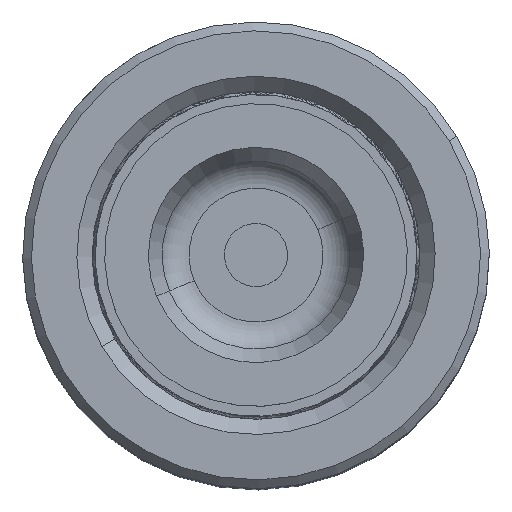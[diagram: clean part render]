
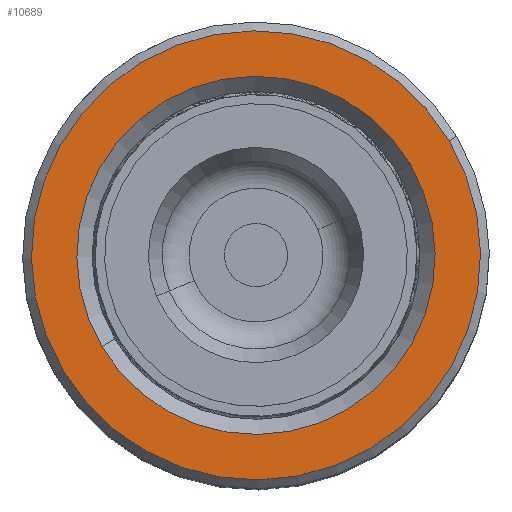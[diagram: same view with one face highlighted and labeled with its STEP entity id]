
A CAD part, top view. The second image highlights one B-rep face of the part: STEP entity #10689.
In plain terms, the highlighted planar face has unit normal (0, 0, 1).
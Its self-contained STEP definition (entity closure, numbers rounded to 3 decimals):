
#1331 = EDGE_LOOP ( 'NONE', ( #17085, #10826 ) ) ;
#1801 = CARTESIAN_POINT ( 'NONE',  ( 17.8, 0., 60. ) ) ;
#2195 = CARTESIAN_POINT ( 'NONE',  ( 0., 0., 60. ) ) ;
#3305 = CARTESIAN_POINT ( 'NONE',  ( 0., 0., 60. ) ) ;
#3609 = CIRCLE ( 'NONE', #33811, 14.2 ) ;
#3815 = VERTEX_POINT ( 'NONE', #18355 ) ;
#4433 = EDGE_CURVE ( 'NONE', #12882, #17017, #32286, .T. ) ;
#4921 = CARTESIAN_POINT ( 'NONE',  ( -14.2, 0., 60. ) ) ;
#5491 = FACE_BOUND ( 'NONE', #14449, .T. ) ;
#5708 = EDGE_CURVE ( 'NONE', #38200, #3815, #8580, .T. ) ;
#8580 = CIRCLE ( 'NONE', #11406, 14.2 ) ;
#9937 = DIRECTION ( 'NONE',  ( 0., 0., 1. ) ) ;
#10689 = ADVANCED_FACE ( 'NONE', ( #38827, #5491 ), #15648, .T. ) ;
#10826 = ORIENTED_EDGE ( 'NONE', *, *, #4433, .T. ) ;
#11290 = DIRECTION ( 'NONE',  ( 1., 0., 0. ) ) ;
#11406 = AXIS2_PLACEMENT_3D ( 'NONE', #2195, #29782, #11290 ) ;
#11880 = DIRECTION ( 'NONE',  ( 0., 0., 1. ) ) ;
#12798 = DIRECTION ( 'NONE',  ( 1., 0., 0. ) ) ;
#12882 = VERTEX_POINT ( 'NONE', #1801 ) ;
#12886 = CIRCLE ( 'NONE', #34784, 17.8 ) ;
#13057 = DIRECTION ( 'NONE',  ( 1., 0., 0. ) ) ;
#14449 = EDGE_LOOP ( 'NONE', ( #25998, #34387 ) ) ;
#14703 = DIRECTION ( 'NONE',  ( 1., 0., 0. ) ) ;
#15648 = PLANE ( 'NONE',  #23929 ) ;
#17017 = VERTEX_POINT ( 'NONE', #21011 ) ;
#17085 = ORIENTED_EDGE ( 'NONE', *, *, #34968, .T. ) ;
#18355 = CARTESIAN_POINT ( 'NONE',  ( 14.2, 0., 60. ) ) ;
#19406 = AXIS2_PLACEMENT_3D ( 'NONE', #3305, #9937, #12798 ) ;
#19544 = CARTESIAN_POINT ( 'NONE',  ( 0., 0., 60. ) ) ;
#20952 = CARTESIAN_POINT ( 'NONE',  ( 0., 0., 60. ) ) ;
#21011 = CARTESIAN_POINT ( 'NONE',  ( -17.8, 0., 60. ) ) ;
#23929 = AXIS2_PLACEMENT_3D ( 'NONE', #24762, #37088, #24887 ) ;
#24762 = CARTESIAN_POINT ( 'NONE',  ( 0., 0., 60. ) ) ;
#24887 = DIRECTION ( 'NONE',  ( 1., 0., 0. ) ) ;
#25998 = ORIENTED_EDGE ( 'NONE', *, *, #36522, .T. ) ;
#29782 = DIRECTION ( 'NONE',  ( 0., 0., -1. ) ) ;
#31553 = DIRECTION ( 'NONE',  ( 0., 0., -1. ) ) ;
#32286 = CIRCLE ( 'NONE', #19406, 17.8 ) ;
#33811 = AXIS2_PLACEMENT_3D ( 'NONE', #19544, #31553, #13057 ) ;
#34387 = ORIENTED_EDGE ( 'NONE', *, *, #5708, .T. ) ;
#34784 = AXIS2_PLACEMENT_3D ( 'NONE', #20952, #11880, #14703 ) ;
#34968 = EDGE_CURVE ( 'NONE', #17017, #12882, #12886, .T. ) ;
#36522 = EDGE_CURVE ( 'NONE', #3815, #38200, #3609, .T. ) ;
#37088 = DIRECTION ( 'NONE',  ( 0., 0., 1. ) ) ;
#38200 = VERTEX_POINT ( 'NONE', #4921 ) ;
#38827 = FACE_OUTER_BOUND ( 'NONE', #1331, .T. ) ;
